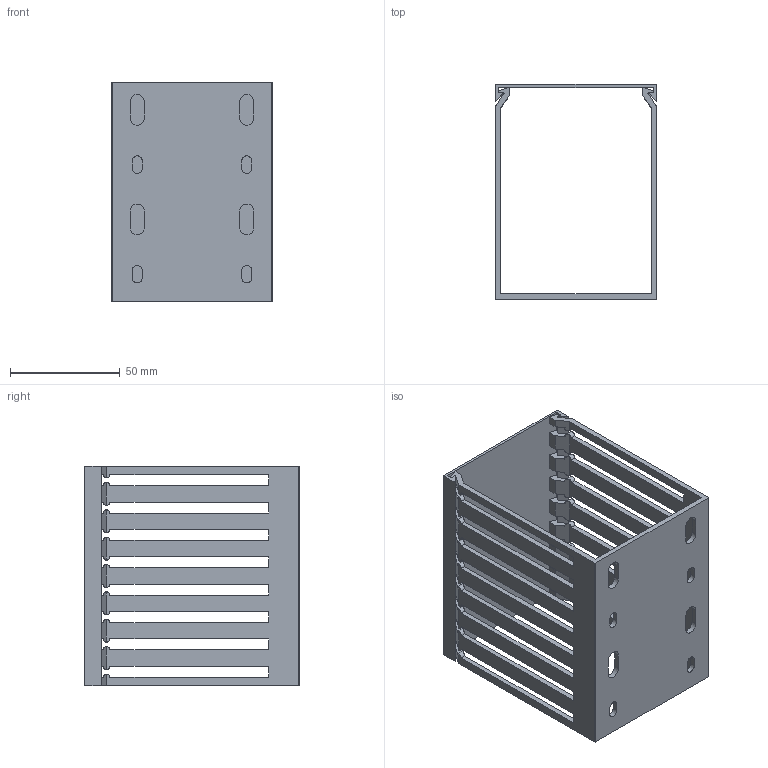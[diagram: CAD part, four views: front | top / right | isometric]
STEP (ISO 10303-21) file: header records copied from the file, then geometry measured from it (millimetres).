
FILE_DESCRIPTION((''),'2;1');
FILE_NAME('DNG10007507030B_ASM','2022-03-24T15:33:31',('pfeiferc'),(''),'CREO PARAMETRIC BY PTC INC, 2021184','CREO PARAMETRIC BY PTC INC, 2021184','');
FILE_SCHEMA(('AUTOMOTIVE_DESIGN { 1 0 10303 214 1 1 1 1 }'));
Length unit declared in the file: millimetre
Products named in the file (3): PROXY_07333-M; PROXY_DN-OT_75; DNG10007507030B_ASM
Assembly tree (2 placements, depth 2):
  DNG10007507030B_ASM
    PROXY_07333-M
    PROXY_DN-OT_75
Bounding box: 73.5 x 98 x 100 mm (x, y, z)
Volume: 57888.4 mm3; surface area: 66420.5 mm2
Topology: 2 solids, 2 shells, 292 faces, 864 edges, 576 vertices
Faces by surface type: plane 206, cylinder 86
Entity records: 12825 total; most frequent: CARTESIAN_POINT 2421, DIRECTION 1853, ORIENTED_EDGE 1728, EDGE_CURVE 864, VECTOR 744, LINE 744, VERTEX_POINT 576, AXIS2_PLACEMENT_3D 538
